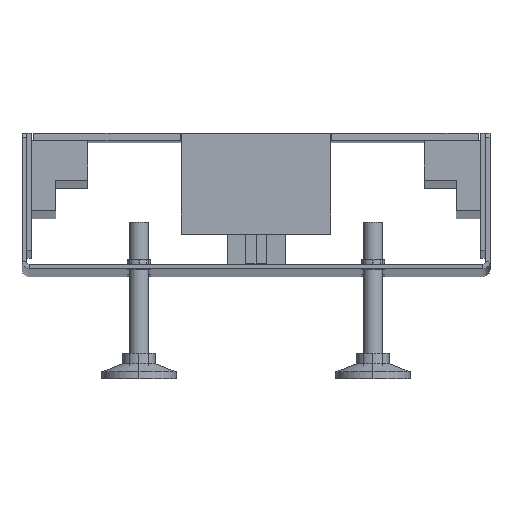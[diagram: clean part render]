
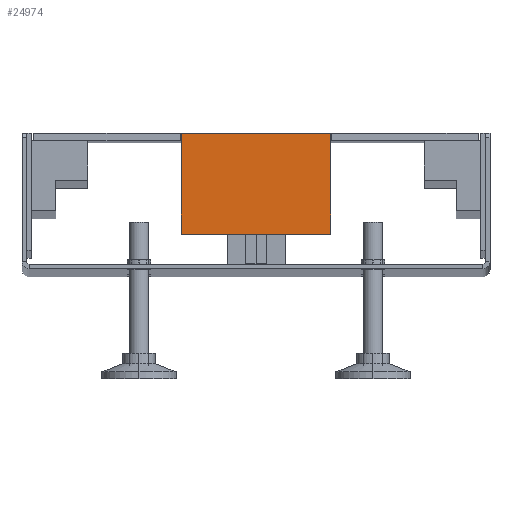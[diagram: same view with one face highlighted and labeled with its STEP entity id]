
A CAD part, top view. The second image highlights one B-rep face of the part: STEP entity #24974.
In plain terms, the highlighted face is planar.
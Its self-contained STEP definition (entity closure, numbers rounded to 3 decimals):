
#24895=DIRECTION('',(0.,1.,0.));
#24896=VECTOR('',#24895,43.);
#24897=CARTESIAN_POINT('',(-32.,-43.,0.));
#24898=LINE('',#24897,#24896);
#24903=DIRECTION('',(1.,0.,0.));
#24904=VECTOR('',#24903,64.);
#24905=CARTESIAN_POINT('',(-32.,0.,0.));
#24906=LINE('',#24905,#24904);
#24911=DIRECTION('',(0.,-1.,0.));
#24912=VECTOR('',#24911,43.);
#24913=CARTESIAN_POINT('',(32.,0.,0.));
#24914=LINE('',#24913,#24912);
#24919=DIRECTION('',(-1.,0.,0.));
#24920=VECTOR('',#24919,64.);
#24921=CARTESIAN_POINT('',(32.,-43.,0.));
#24922=LINE('',#24921,#24920);
#24943=CARTESIAN_POINT('',(-32.,-43.,0.));
#24944=CARTESIAN_POINT('',(-32.,0.,0.));
#24945=VERTEX_POINT('',#24943);
#24946=VERTEX_POINT('',#24944);
#24947=CARTESIAN_POINT('',(32.,-43.,0.));
#24948=VERTEX_POINT('',#24947);
#24949=CARTESIAN_POINT('',(32.,0.,0.));
#24950=VERTEX_POINT('',#24949);
#24959=CARTESIAN_POINT('',(0.,0.,0.));
#24960=DIRECTION('',(0.,0.,1.));
#24961=DIRECTION('',(1.,0.,0.));
#24962=AXIS2_PLACEMENT_3D('',#24959,#24960,#24961);
#24963=PLANE('',#24962);
#24965=ORIENTED_EDGE('',*,*,#24964,.F.);
#24967=ORIENTED_EDGE('',*,*,#24966,.F.);
#24969=ORIENTED_EDGE('',*,*,#24968,.F.);
#24971=ORIENTED_EDGE('',*,*,#24970,.F.);
#24972=EDGE_LOOP('',(#24965,#24967,#24969,#24971));
#24973=FACE_OUTER_BOUND('',#24972,.F.);
#24964=EDGE_CURVE('',#24945,#24946,#24898,.T.);
#24966=EDGE_CURVE('',#24948,#24945,#24922,.T.);
#24968=EDGE_CURVE('',#24950,#24948,#24914,.T.);
#24970=EDGE_CURVE('',#24946,#24950,#24906,.T.);
#24974=ADVANCED_FACE('',(#24973),#24963,.F.);
